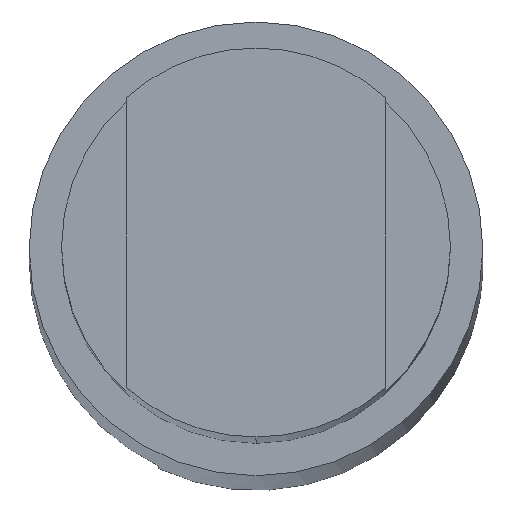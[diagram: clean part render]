
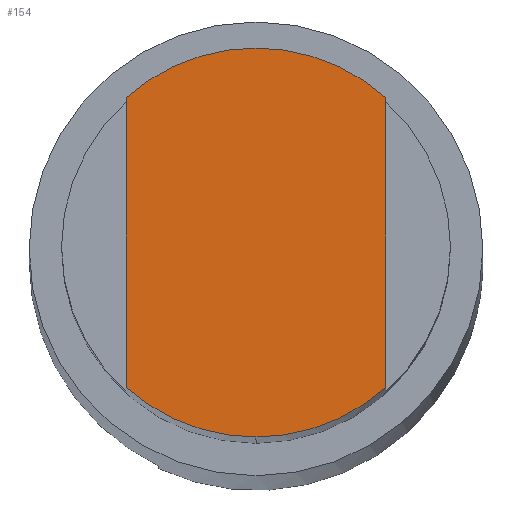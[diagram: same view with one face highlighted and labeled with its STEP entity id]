
A CAD part, top view. The second image highlights one B-rep face of the part: STEP entity #154.
In plain terms, the highlighted planar face has unit normal (0, 0, 1).
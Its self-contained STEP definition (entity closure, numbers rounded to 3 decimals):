
#26=CARTESIAN_POINT('POINT3',(-1.588,1.775,
   96.044));
#27=VERTEX_POINT('VERTEX3',#26);
#35=CARTESIAN_POINT('POINT4',(-1.588,-1.775,
   96.044));
#36=VERTEX_POINT('VERTEX4',#35);
#43=CARTESIAN_POINT('POS6',(-1.588,-1.775,
   96.044));
#44=DIRECTION('DIR8',(0.,1.,0.));
#45=VECTOR('VEC4',#44,25.4);
#46=LINE('STRAIGHT4',#43,#45);
#47=EDGE_CURVE('EDGE5',#36,#27,#46,.T.);
#82=CARTESIAN_POINT('POINT7',(1.588,-1.775,
   96.044));
#83=VERTEX_POINT('VERTEX7',#82);
#91=CARTESIAN_POINT('POINT8',(1.588,1.775,
   96.044));
#92=VERTEX_POINT('VERTEX8',#91);
#99=CARTESIAN_POINT('POS13',(1.588,-1.775,
   96.044));
#100=DIRECTION('DIR18',(0.,1.,0.));
#101=VECTOR('VEC8',#100,25.4);
#102=LINE('STRAIGHT8',#99,#101);
#103=EDGE_CURVE('EDGE10',#83,#92,#102,.T.);
#113=CARTESIAN_POINT('POINT9',(0.,2.381,96.044));
#114=VERTEX_POINT('VERTEX9',#113);
#115=CARTESIAN_POINT('POS15',(0.,
   0.,96.044));
#116=DIRECTION('DIR21',(0.,0.,1.));
#117=DIRECTION('DIR22',(0.667,0.745,
   0.));
#118=AXIS2_PLACEMENT_3D('AXIS7',#115,#116,#117);
#119=CIRCLE('ELLIPSE3',#118,2.381);
#120=EDGE_CURVE('EDGE11',#92,#114,#119,.T.);
#121=ORIENTED_EDGE('COEDGE13',*,*,#120,.T.);
#122=CARTESIAN_POINT('POS16',(0.,
   0.,96.044));
#123=DIRECTION('DIR23',(0.,0.,1.));
#124=DIRECTION('DIR24',(0.,1.,0.));
#125=AXIS2_PLACEMENT_3D('AXIS8',#122,#123,#124);
#126=CIRCLE('ELLIPSE4',#125,2.381);
#127=EDGE_CURVE('EDGE12',#114,#27,#126,.T.);
#128=ORIENTED_EDGE('COEDGE14',*,*,#127,.T.);
#129=ORIENTED_EDGE('COEDGE15',*,*,#47,.F.);
#130=CARTESIAN_POINT('POINT10',(0.,-2.381,
   96.044));
#131=VERTEX_POINT('VERTEX10',#130);
#132=CARTESIAN_POINT('POS17',(0.,
   0.,96.044));
#133=DIRECTION('DIR25',(0.,0.,1.));
#134=DIRECTION('DIR26',(-0.667,-0.745,
   0.));
#135=AXIS2_PLACEMENT_3D('AXIS9',#132,#133,#134);
#136=CIRCLE('ELLIPSE5',#135,2.381);
#137=EDGE_CURVE('EDGE13',#36,#131,#136,.T.);
#138=ORIENTED_EDGE('COEDGE16',*,*,#137,.T.);
#139=CARTESIAN_POINT('POS18',(0.,
   0.,96.044));
#140=DIRECTION('DIR27',(0.,0.,1.));
#141=DIRECTION('DIR28',(0.,-1.,0.));
#142=AXIS2_PLACEMENT_3D('AXIS10',#139,#140,#141);
#143=CIRCLE('ELLIPSE6',#142,2.381);
#144=EDGE_CURVE('EDGE14',#131,#83,#143,.T.);
#145=ORIENTED_EDGE('COEDGE17',*,*,#144,.T.);
#146=ORIENTED_EDGE('COEDGE18',*,*,#103,.T.);
#147=EDGE_LOOP('NONE',(#121,#128,#129,#138,#145,#146));
#148=FACE_BOUND('LOOP1',#147,.T.);
#149=CARTESIAN_POINT('POS19',(0.,0.,96.044));
#150=DIRECTION('DIR29',(0.,0.,1.));
#151=DIRECTION('DIR30',(1.,0.,0.));
#152=AXIS2_PLACEMENT_3D('AXIS11',#149,#150,#151);
#153=PLANE('PLANE5',#152);
#154=ADVANCED_FACE('FACE5',(#148),#153,.T.);
